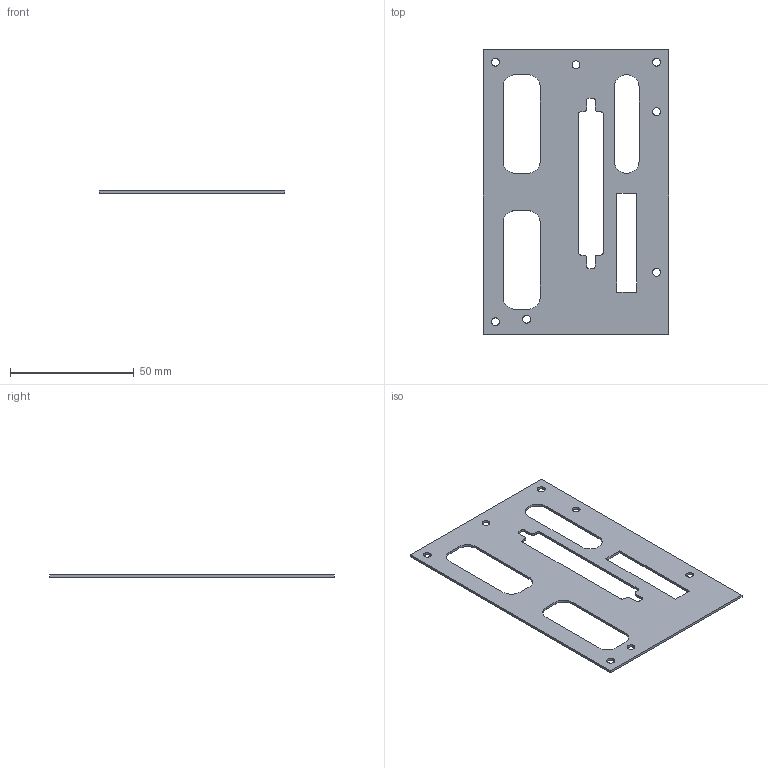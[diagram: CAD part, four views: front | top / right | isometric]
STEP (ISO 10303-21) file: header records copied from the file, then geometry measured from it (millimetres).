
FILE_DESCRIPTION(/* description */ (''),/* implementation_level */ '2;1');
FILE_NAME(/* name */ 'PCB_board_box_back.stp',/* time_stamp */ '2023-06-26T16:47:04+08:00',/* author */ ('310611102'),/* organization */ (''),/* preprocessor_version */ 'ST-DEVELOPER v19',/* originating_system */ 'Autodesk Inventor 2023',/* authorisation */ '');
FILE_SCHEMA (('AUTOMOTIVE_DESIGN { 1 0 10303 214 3 1 1 }'));
Length unit declared in the file: millimetre
Products named in the file (1): PCB_board_box_back
Bounding box: 75 x 115 x 1 mm (x, y, z)
Volume: 6095.4 mm3; surface area: 13184.4 mm2
Topology: 1 solids, 1 shells, 61 faces, 177 edges, 118 vertices
Faces by surface type: plane 32, cylinder 29
Full cylindrical faces by diameter (mm): 3.2 x7
Entity records: 2120 total; most frequent: DIRECTION 359, CARTESIAN_POINT 357, ORIENTED_EDGE 354, EDGE_CURVE 177, AXIS2_PLACEMENT_3D 120, LINE 119, VECTOR 119, VERTEX_POINT 118
